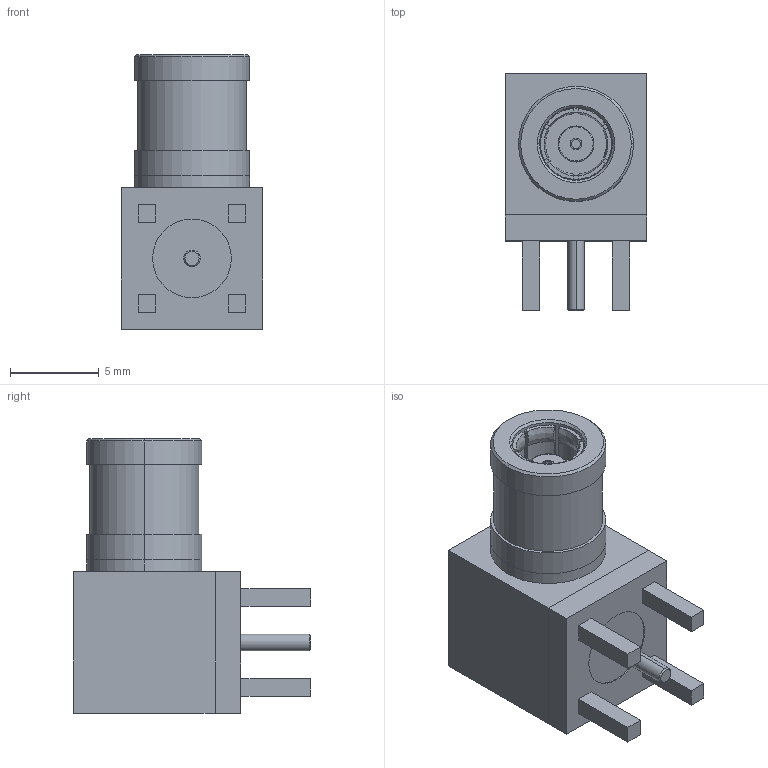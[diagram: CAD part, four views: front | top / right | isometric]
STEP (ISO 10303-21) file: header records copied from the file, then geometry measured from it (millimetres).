
FILE_DESCRIPTION (( 'STEP AP203' ), '1' );
FILE_NAME ('FMCN4245_3D.step', '2022-11-28T18:44:51', ( '' ), ( '' ), 'SwSTEP 2.0', 'SolidWorks 2021', '' );
FILE_SCHEMA (( 'CONFIG_CONTROL_DESIGN' ));
Length unit declared in the file: inch
Products named in the file (1): FMCN4245_3D
Bounding box: 8 x 13.4 x 15.5 mm (x, y, z)
Volume: 807.6 mm3; surface area: 855.5 mm2
Topology: 1 solids, 1 shells, 108 faces, 258 edges, 166 vertices
Faces by surface type: plane 65, cylinder 26, bspline 9, cone 6, torus 2
Entity records: 3340 total; most frequent: CARTESIAN_POINT 744, DIRECTION 532, ORIENTED_EDGE 512, EDGE_CURVE 256, AXIS2_PLACEMENT_3D 194, VERTEX_POINT 166, VECTOR 144, LINE 144
